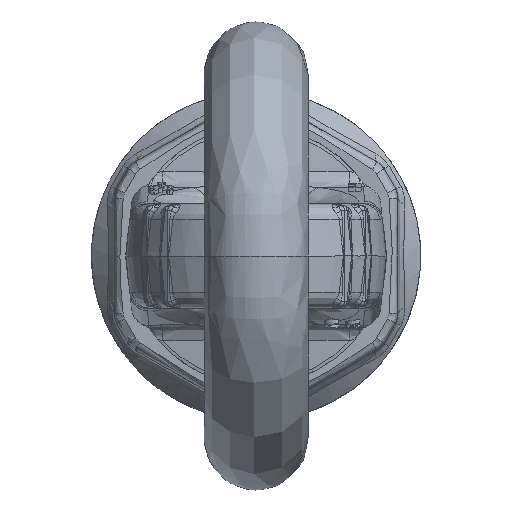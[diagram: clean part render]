
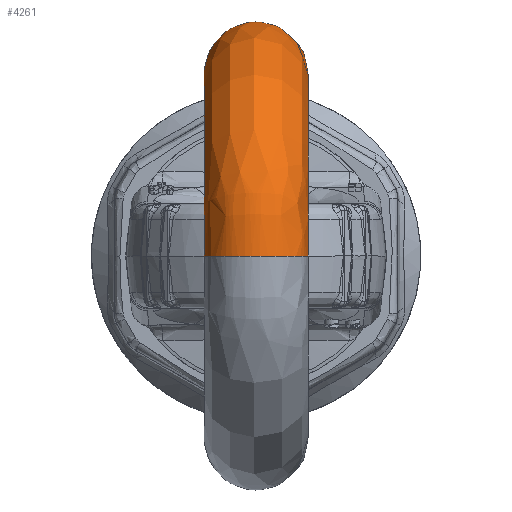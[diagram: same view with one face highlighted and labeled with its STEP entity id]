
A CAD part, left-side view. The second image highlights one B-rep face of the part: STEP entity #4261.
In plain terms, the highlighted free-form (B-spline) face has degree [3, 2] with [4, 7] control points.
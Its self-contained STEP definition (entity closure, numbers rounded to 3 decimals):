
#4146=CARTESIAN_POINT('V3025',(-112.3,-9.0,
   30.864));
#4147=VERTEX_POINT('V3025',#4146);
#4153=CARTESIAN_POINT('E1613',(-112.3,-9.0,
   30.864));
#4154=CARTESIAN_POINT('E1613',(-115.418,-9.0,
   15.59));
#4155=CARTESIAN_POINT('E1613',(-113.859,
   4.5,23.227));
#4156=CARTESIAN_POINT('E1613',(-112.3,18.0,
   30.864));
#4157=CARTESIAN_POINT('E1613',(-110.741,
   4.5,38.5));
#4158=CARTESIAN_POINT('E1613',(-109.182,-9.0,
   46.137));
#4159=CARTESIAN_POINT('E1613',(-112.3,-9.0,
   30.864));
#4167=(BOUNDED_CURVE()B_SPLINE_CURVE(2,(#4153,#4154,#4155,#4156,
   #4157,#4158,#4159),.CIRCULAR_ARC.,.T.,.U.)
   B_SPLINE_CURVE_WITH_KNOTS((3,2,2,3),(0.0,0.636,
   1.273,1.909),.UNSPECIFIED.)CURVE()
   GEOMETRIC_REPRESENTATION_ITEM()RATIONAL_B_SPLINE_CURVE((1.0,
   0.5,1.0,0.5,1.0,0.5,1.0)
   )REPRESENTATION_ITEM('E1613'));
#4168=EDGE_CURVE('E1613',#4147,#4147,#4167,.T.);
#4188=CARTESIAN_POINT('F656',(-150.1,-9.0,
   0.));
#4189=CARTESIAN_POINT('F656',(-150.1,
   -9.,21.546));
#4190=CARTESIAN_POINT('F656',(-133.411,
   -9.,35.173));
#4191=CARTESIAN_POINT('F656',(-112.3,-9.0,
   30.864));
#4192=CARTESIAN_POINT('F656',(-165.688,-9.0,
   0.));
#4193=CARTESIAN_POINT('F656',(-165.688,
   -9.,32.208));
#4194=CARTESIAN_POINT('F656',(-140.74,
   -9.,52.579));
#4195=CARTESIAN_POINT('F656',(-109.182,-9.0,
   46.137));
#4196=CARTESIAN_POINT('F656',(-157.894,4.5,
   0.));
#4197=CARTESIAN_POINT('F656',(-157.894,4.5,
   26.877));
#4198=CARTESIAN_POINT('F656',(-137.075,4.5,
   43.876));
#4199=CARTESIAN_POINT('F656',(-110.741,4.5,
   38.5));
#4200=CARTESIAN_POINT('F656',(-150.1,18.0,
   0.));
#4201=CARTESIAN_POINT('F656',(-150.1,
   18.,21.546));
#4202=CARTESIAN_POINT('F656',(-133.411,
   18.,35.173));
#4203=CARTESIAN_POINT('F656',(-112.3,18.0,
   30.864));
#4204=CARTESIAN_POINT('F656',(-142.306,4.5,
   0.));
#4205=CARTESIAN_POINT('F656',(-142.306,4.5,
   16.215));
#4206=CARTESIAN_POINT('F656',(-129.746,4.5,
   26.47));
#4207=CARTESIAN_POINT('F656',(-113.859,4.5,
   23.227));
#4208=CARTESIAN_POINT('F656',(-134.512,-9.0,
   0.));
#4209=CARTESIAN_POINT('F656',(-134.512,
   -9.,10.883));
#4210=CARTESIAN_POINT('F656',(-126.081,
   -9.,17.767));
#4211=CARTESIAN_POINT('F656',(-115.418,-9.0,
   15.59));
#4212=CARTESIAN_POINT('F656',(-150.1,-9.0,
   0.));
#4213=CARTESIAN_POINT('F656',(-150.1,
   -9.,21.546));
#4214=CARTESIAN_POINT('F656',(-133.411,
   -9.,35.173));
#4215=CARTESIAN_POINT('F656',(-112.3,-9.0,
   30.864));
#4223=(BOUNDED_SURFACE()B_SPLINE_SURFACE(3,2,((#4188,#4192,#4196,
   #4200,#4204,#4208,#4212),(#4189,#4193,#4197,#4201,#4205,#4209,
   #4213),(#4190,#4194,#4198,#4202,#4206,#4210,#4214),(#4191,
   #4195,#4199,#4203,#4207,#4211,#4215)),.UNSPECIFIED.,.F.,.T.,.U.)
   B_SPLINE_SURFACE_WITH_KNOTS((4,4),(3,2,2,3),(0.0,1.0),(0.0,
   0.482,0.965,1.447),
   .UNSPECIFIED.)GEOMETRIC_REPRESENTATION_ITEM()
   RATIONAL_B_SPLINE_SURFACE(((1.0,0.5,1.0,
   0.5,1.0,0.5,1.0),(0.755,
   0.377,0.755,0.377,
   0.755,0.377,0.755),(
   0.755,0.377,0.755,
   0.377,0.755,0.377,
   0.755),(1.0,0.5,1.0,0.5,
   1.0,0.5,1.0)))REPRESENTATION_ITEM('F656')SURFACE()
   );
#4224=ORIENTED_EDGE('E1613',*,*,#4168,.F.);
#4225=CARTESIAN_POINT('V3027',(-150.1,-9.0,0.0));
#4226=VERTEX_POINT('V3027',#4225);
#4227=CARTESIAN_POINT('E1614',(-112.3,-9.0,
   30.864));
#4228=CARTESIAN_POINT('E1614',(-133.411,-9.0,
   35.173));
#4229=CARTESIAN_POINT('E1614',(-150.1,-9.0,
   21.546));
#4230=CARTESIAN_POINT('E1614',(-150.1,-9.0,
   0.));
#4238=(BOUNDED_CURVE()B_SPLINE_CURVE(3,(#4227,#4228,#4229,#4230),
   .UNSPECIFIED.,.F.,.U.)CURVE()GEOMETRIC_REPRESENTATION_ITEM()
   QUASI_UNIFORM_CURVE()RATIONAL_B_SPLINE_CURVE((1.0,
   0.755,0.755,1.0))REPRESENTATION_ITEM(
   'E1614'));
#4239=EDGE_CURVE('E1614',#4147,#4226,#4238,.T.);
#4240=ORIENTED_EDGE('E1614',*,*,#4239,.T.);
#4241=CARTESIAN_POINT('E1615',(-150.1,-9.0,0.0));
#4242=CARTESIAN_POINT('E1615',(-134.512,-9.0,0.0));
#4243=CARTESIAN_POINT('E1615',(-142.306,
   4.5,0.0));
#4244=CARTESIAN_POINT('E1615',(-150.1,18.0,0.0));
#4245=CARTESIAN_POINT('E1615',(-157.894,
   4.5,0.0));
#4246=CARTESIAN_POINT('E1615',(-165.688,-9.0,0.0));
#4247=CARTESIAN_POINT('E1615',(-150.1,-9.0,0.0));
#4255=(BOUNDED_CURVE()B_SPLINE_CURVE(2,(#4241,#4242,#4243,#4244,
   #4245,#4246,#4247),.CIRCULAR_ARC.,.T.,.U.)
   B_SPLINE_CURVE_WITH_KNOTS((3,2,2,3),(0.0,0.482,
   0.965,1.447),.UNSPECIFIED.)CURVE()
   GEOMETRIC_REPRESENTATION_ITEM()RATIONAL_B_SPLINE_CURVE((1.0,
   0.5,1.0,0.5,1.0,0.5,1.0)
   )REPRESENTATION_ITEM('E1615'));
#4256=EDGE_CURVE('E1615',#4226,#4226,#4255,.T.);
#4257=ORIENTED_EDGE('E1615',*,*,#4256,.T.);
#4258=ORIENTED_EDGE('E1614',*,*,#4239,.F.);
#4259=EDGE_LOOP('F656',(#4224,#4240,#4257,#4258));
#4260=FACE_OUTER_BOUND('F656',#4259,.T.);
#4261=ADVANCED_FACE('F656',(#4260),#4223,.T.);
